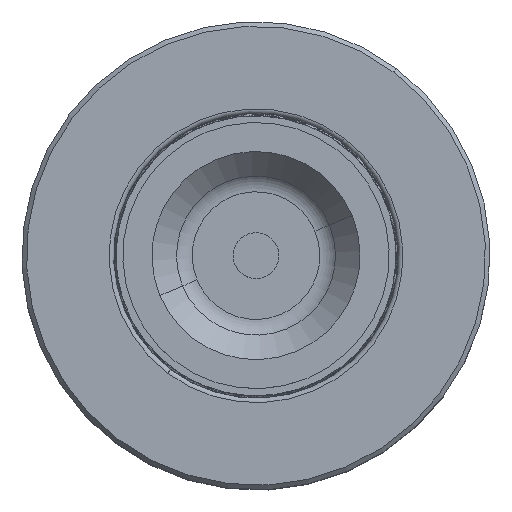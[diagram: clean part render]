
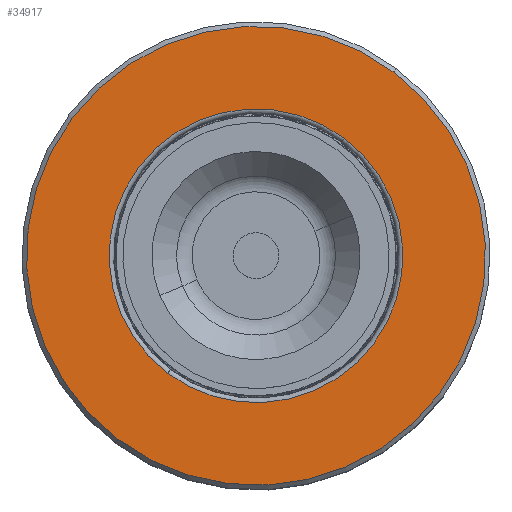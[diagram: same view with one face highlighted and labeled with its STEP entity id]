
A CAD part, top view. The second image highlights one B-rep face of the part: STEP entity #34917.
In plain terms, the highlighted face is planar.
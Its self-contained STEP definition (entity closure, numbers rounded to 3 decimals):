
#1814 = EDGE_LOOP ( 'NONE', ( #18297, #8370 ) ) ;
#2157 = CARTESIAN_POINT ( 'NONE',  ( 0., 15.687, -16. ) ) ;
#2413 = AXIS2_PLACEMENT_3D ( 'NONE', #38876, #13623, #51786 ) ;
#2489 = CIRCLE ( 'NONE', #20981, 25. ) ;
#2897 = CARTESIAN_POINT ( 'NONE',  ( 0., 15.687, 0. ) ) ;
#3913 = CARTESIAN_POINT ( 'NONE',  ( 0., 15.687, 0. ) ) ;
#7273 = DIRECTION ( 'NONE',  ( 0., -1., 0. ) ) ;
#8042 = EDGE_LOOP ( 'NONE', ( #20975, #23236 ) ) ;
#8370 = ORIENTED_EDGE ( 'NONE', *, *, #26241, .T. ) ;
#9285 = DIRECTION ( 'NONE',  ( 0., 0., -1. ) ) ;
#9548 = AXIS2_PLACEMENT_3D ( 'NONE', #46656, #25303, #34142 ) ;
#10406 = CIRCLE ( 'NONE', #27453, 25. ) ;
#12528 = DIRECTION ( 'NONE',  ( 0., -1., 0. ) ) ;
#12764 = CARTESIAN_POINT ( 'NONE',  ( 0., 15.687, 16. ) ) ;
#13623 = DIRECTION ( 'NONE',  ( 0., -1., 0. ) ) ;
#18231 = CIRCLE ( 'NONE', #33398, 16. ) ;
#18297 = ORIENTED_EDGE ( 'NONE', *, *, #21771, .T. ) ;
#19373 = EDGE_CURVE ( 'NONE', #29875, #33854, #2489, .T. ) ;
#20975 = ORIENTED_EDGE ( 'NONE', *, *, #52494, .F. ) ;
#20981 = AXIS2_PLACEMENT_3D ( 'NONE', #2897, #7273, #28839 ) ;
#21382 = VERTEX_POINT ( 'NONE', #12764 ) ;
#21771 = EDGE_CURVE ( 'NONE', #33248, #21382, #18231, .T. ) ;
#22149 = FACE_OUTER_BOUND ( 'NONE', #8042, .T. ) ;
#23236 = ORIENTED_EDGE ( 'NONE', *, *, #19373, .F. ) ;
#25303 = DIRECTION ( 'NONE',  ( 0., 1., 0. ) ) ;
#26241 = EDGE_CURVE ( 'NONE', #21382, #33248, #37218, .T. ) ;
#27453 = AXIS2_PLACEMENT_3D ( 'NONE', #34170, #51302, #9285 ) ;
#28839 = DIRECTION ( 'NONE',  ( 0., 0., -1. ) ) ;
#29361 = CARTESIAN_POINT ( 'NONE',  ( 0., 15.687, 25. ) ) ;
#29875 = VERTEX_POINT ( 'NONE', #29361 ) ;
#33248 = VERTEX_POINT ( 'NONE', #2157 ) ;
#33375 = DIRECTION ( 'NONE',  ( 0., 0., -1. ) ) ;
#33398 = AXIS2_PLACEMENT_3D ( 'NONE', #3913, #12528, #33375 ) ;
#33854 = VERTEX_POINT ( 'NONE', #39274 ) ;
#34142 = DIRECTION ( 'NONE',  ( 0., 0., 1. ) ) ;
#34170 = CARTESIAN_POINT ( 'NONE',  ( 0., 15.687, 0. ) ) ;
#34917 = ADVANCED_FACE ( 'NONE', ( #53811, #22149 ), #41879, .T. ) ;
#37218 = CIRCLE ( 'NONE', #2413, 16. ) ;
#38876 = CARTESIAN_POINT ( 'NONE',  ( 0., 15.687, 0. ) ) ;
#39274 = CARTESIAN_POINT ( 'NONE',  ( 0., 15.687, -25. ) ) ;
#41879 = PLANE ( 'NONE',  #9548 ) ;
#46656 = CARTESIAN_POINT ( 'NONE',  ( 25., 15.687, 0. ) ) ;
#51302 = DIRECTION ( 'NONE',  ( 0., -1., 0. ) ) ;
#51786 = DIRECTION ( 'NONE',  ( 0., 0., -1. ) ) ;
#52494 = EDGE_CURVE ( 'NONE', #33854, #29875, #10406, .T. ) ;
#53811 = FACE_BOUND ( 'NONE', #1814, .T. ) ;
